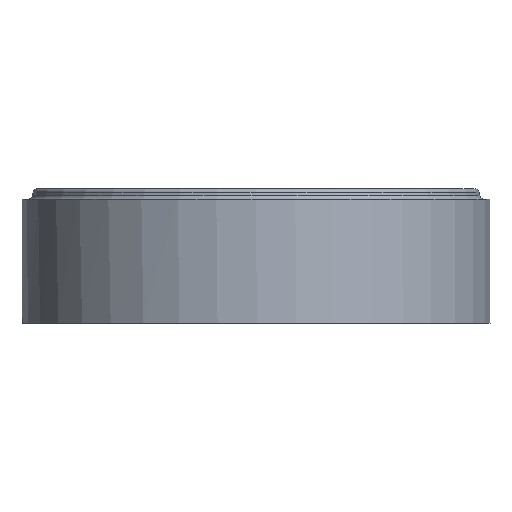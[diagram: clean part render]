
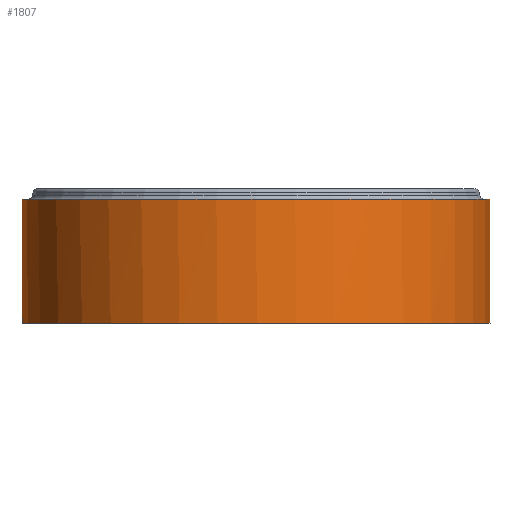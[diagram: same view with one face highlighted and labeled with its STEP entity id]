
A CAD part, left-side view. The second image highlights one B-rep face of the part: STEP entity #1807.
In plain terms, the highlighted cylindrical face has radius 22.65 mm (diameter 45.3 mm), a partial arc.
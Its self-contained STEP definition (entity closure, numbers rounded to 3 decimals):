
#34=ELLIPSE('',#2007,32.032,22.65);
#126=LINE('',#3635,#185);
#127=LINE('',#3638,#186);
#185=VECTOR('',#2431,10.);
#186=VECTOR('',#2434,10.);
#217=CYLINDRICAL_SURFACE('',#2018,22.65);
#307=FACE_OUTER_BOUND('',#426,.T.);
#426=EDGE_LOOP('',(#1488,#1489,#1490,#1491,#1492,#1493));
#658=CIRCLE('',#2001,22.65);
#659=CIRCLE('',#2002,22.65);
#666=CIRCLE('',#2019,22.65);
#823=VERTEX_POINT('',#3579);
#825=VERTEX_POINT('',#3586);
#826=VERTEX_POINT('',#3588);
#828=VERTEX_POINT('',#3596);
#838=VERTEX_POINT('',#3634);
#839=VERTEX_POINT('',#3636);
#1053=EDGE_CURVE('',#825,#826,#658,.T.);
#1054=EDGE_CURVE('',#826,#823,#659,.T.);
#1057=EDGE_CURVE('',#828,#825,#34,.F.);
#1074=EDGE_CURVE('',#838,#828,#126,.T.);
#1075=EDGE_CURVE('',#838,#839,#666,.T.);
#1076=EDGE_CURVE('',#839,#823,#127,.T.);
#1488=ORIENTED_EDGE('',*,*,#1053,.F.);
#1489=ORIENTED_EDGE('',*,*,#1057,.F.);
#1490=ORIENTED_EDGE('',*,*,#1074,.F.);
#1491=ORIENTED_EDGE('',*,*,#1075,.T.);
#1492=ORIENTED_EDGE('',*,*,#1076,.T.);
#1493=ORIENTED_EDGE('',*,*,#1054,.F.);
#1807=ADVANCED_FACE('',(#307),#217,.T.);
#2001=AXIS2_PLACEMENT_3D('',#3589,#2385,#2386);
#2002=AXIS2_PLACEMENT_3D('',#3590,#2387,#2388);
#2007=AXIS2_PLACEMENT_3D('',#3597,#2397,#2398);
#2018=AXIS2_PLACEMENT_3D('',#3633,#2429,#2430);
#2019=AXIS2_PLACEMENT_3D('',#3637,#2432,#2433);
#2385=DIRECTION('center_axis',(0.,0.,1.));
#2386=DIRECTION('ref_axis',(-1.,0.,0.));
#2387=DIRECTION('center_axis',(0.,0.,1.));
#2388=DIRECTION('ref_axis',(-1.,0.,0.));
#2397=DIRECTION('center_axis',(0.,0.707,0.707));
#2398=DIRECTION('ref_axis',(0.,-0.707,0.707));
#2429=DIRECTION('center_axis',(0.,0.,1.));
#2430=DIRECTION('ref_axis',(-1.,0.,0.));
#2431=DIRECTION('',(0.,0.,1.));
#2432=DIRECTION('center_axis',(0.,0.,
1.));
#2433=DIRECTION('ref_axis',(-1.,0.,0.));
#2434=DIRECTION('',(0.,0.,1.));
#3579=CARTESIAN_POINT('',(36.036,-98.76,18.));
#3586=CARTESIAN_POINT('',(46.256,-61.523,18.));
#3588=CARTESIAN_POINT('',(7.074,-77.007,18.));
#3589=CARTESIAN_POINT('Origin',(29.724,-77.007,18.));
#3590=CARTESIAN_POINT('Origin',(29.724,-77.007,18.));
#3596=CARTESIAN_POINT('',(45.673,-60.923,17.4));
#3597=CARTESIAN_POINT('Origin',(29.724,-77.007,33.483));
#3633=CARTESIAN_POINT('Origin',(29.724,-77.007,6.));
#3634=CARTESIAN_POINT('',(45.673,-60.923,6.));
#3635=CARTESIAN_POINT('',(45.673,-60.923,6.));
#3636=CARTESIAN_POINT('',(36.036,-98.76,6.));
#3637=CARTESIAN_POINT('Origin',(29.724,-77.007,6.));
#3638=CARTESIAN_POINT('',(36.036,-98.76,6.));
